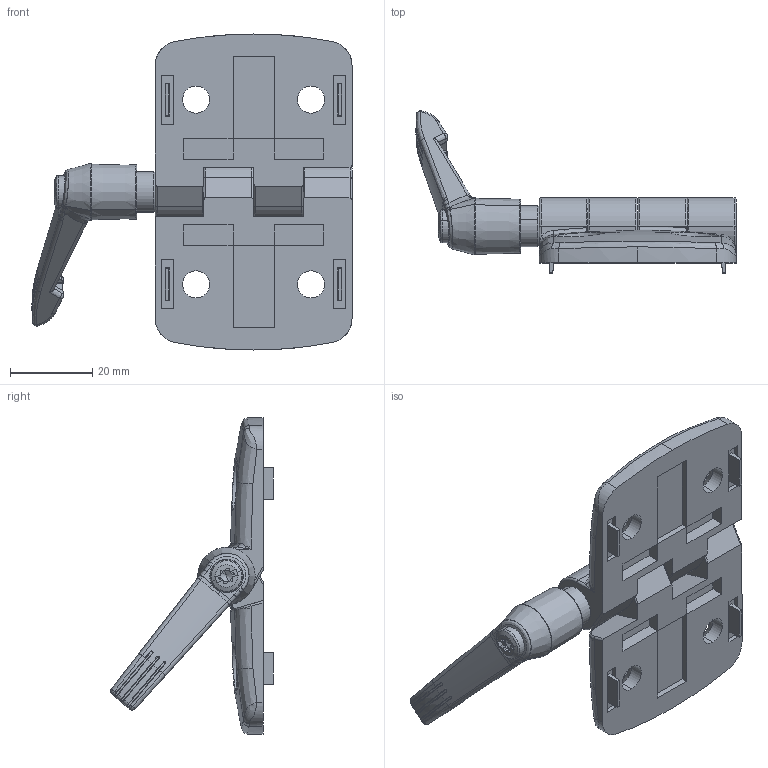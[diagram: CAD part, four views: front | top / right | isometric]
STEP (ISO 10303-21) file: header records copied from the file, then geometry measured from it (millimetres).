
FILE_DESCRIPTION (( 'STEP AP203' ), '1' );
FILE_NAME ('095kf4040f08.STEP', '2013-05-17T08:53:47', ( '' ), ( '' ), 'SwSTEP 2.0', 'SolidWorks 2012', '' );
FILE_SCHEMA (( 'CONFIG_CONTROL_DESIGN' ));
Length unit declared in the file: millimetre
Products named in the file (7): 095kf4040f08; 4din912m0630m_4 din 912 m06 20 G; 12843f06k_M5; zahnring-1_m5; griff-1-m5_Standard; 095k40f00_095 k 40 f08; 095k40f00_095 kf 40 f08
Assembly tree (6 placements, depth 3):
  095kf4040f08
    095k40f00_095 kf 40 f08
    095k40f00_095 k 40 f08
    12843f06k_M5
      griff-1-m5_Standard
      zahnring-1_m5
    4din912m0630m_4 din 912 m06 20 G
Bounding box: 77.99 x 39.6 x 77 mm (x, y, z)
Volume: 27516.1 mm3; surface area: 16895.6 mm2
Topology: 5 solids, 5 shells, 622 faces, 1475 edges, 867 vertices
Faces by surface type: plane 156, bspline 141, cone 112, cylinder 106, torus 91, sphere 16
Entity records: 22755 total; most frequent: CARTESIAN_POINT 8715, ORIENTED_EDGE 2914, DIRECTION 2643, EDGE_CURVE 1457, AXIS2_PLACEMENT_3D 1069, VERTEX_POINT 863, EDGE_LOOP 658, FACE_OUTER_BOUND 622
